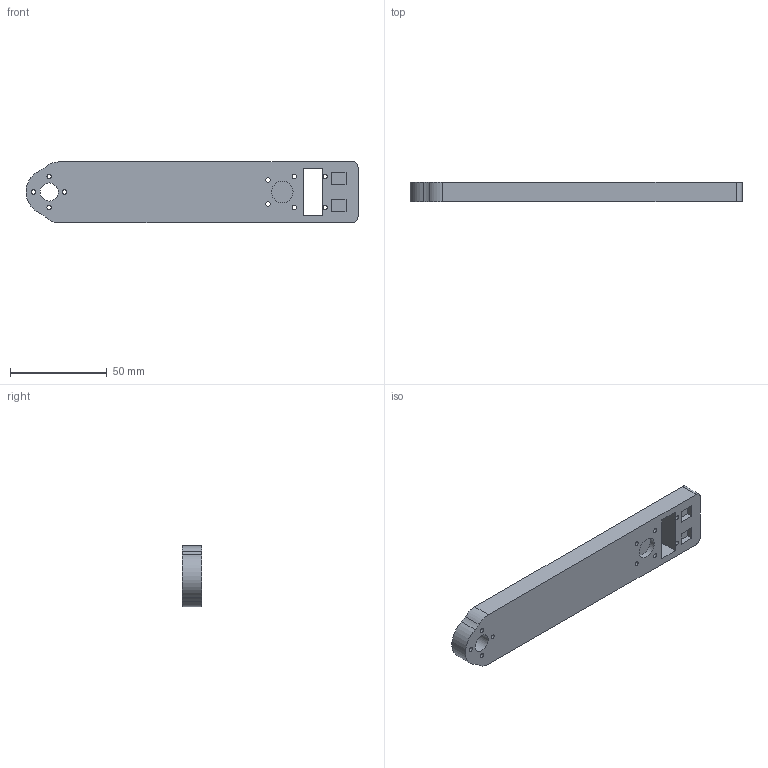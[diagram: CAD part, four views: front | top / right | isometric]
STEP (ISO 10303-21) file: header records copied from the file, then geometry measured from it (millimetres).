
FILE_DESCRIPTION(/* description */ (''),/* implementation_level */ '2;1');
FILE_NAME(/* name */ 'bracket_1v2 v7.step',/* time_stamp */ '2016-06-10T18:44:12-07:00',/* author */ (''),/* organization */ (''),/* preprocessor_version */ 'ST-DEVELOPER v16.5',/* originating_system */ 'Autodesk Translation Framework v5.0.0.3310',/* authorisation */ '');
FILE_SCHEMA (('AUTOMOTIVE_DESIGN { 1 0 10303 214 3 1 1 }'));
Length unit declared in the file: centimetre
Products named in the file (1): bracket_1v2 v7
Bounding box: 172.02 x 10 x 31.76 mm (x, y, z)
Volume: 48667.8 mm3; surface area: 15737 mm2
Topology: 1 solids, 1 shells, 39 faces, 105 edges, 71 vertices
Faces by surface type: plane 20, cylinder 19
Full cylindrical faces by diameter (mm): 2.3 x10, 9.4 x1, 11.2 x1
Entity records: 1226 total; most frequent: DIRECTION 208, CARTESIAN_POINT 198, ORIENTED_EDGE 180, EDGE_CURVE 90, EDGE_LOOP 78, AXIS2_PLACEMENT_3D 78, VERTEX_POINT 68, LINE 52
